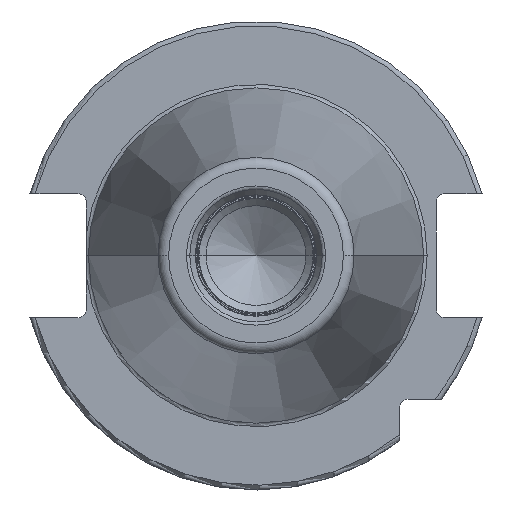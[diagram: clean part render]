
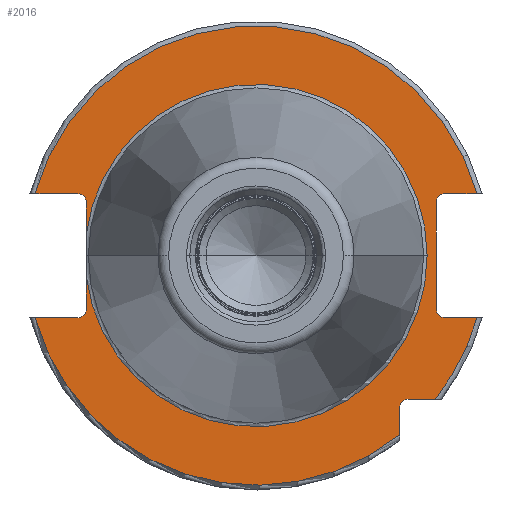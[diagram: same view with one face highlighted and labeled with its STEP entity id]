
A CAD part, left-side view. The second image highlights one B-rep face of the part: STEP entity #2016.
In plain terms, the highlighted planar face has unit normal (-1, 0, 0).
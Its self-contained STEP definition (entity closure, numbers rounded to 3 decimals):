
#105=CARTESIAN_POINT('',(3.2,35.3,-4.415));
#117=CARTESIAN_POINT('',(3.2,0.,0.));
#118=DIRECTION('',(-1.,0.,0.));
#119=DIRECTION('',(0.,0.992,-0.124));
#120=AXIS2_PLACEMENT_3D('',#117,#118,#119);
#135=CARTESIAN_POINT('',(3.2,37.05,11.15));
#136=DIRECTION('',(1.,0.,0.));
#137=DIRECTION('',(0.,0.,1.));
#138=AXIS2_PLACEMENT_3D('',#135,#136,#137);
#195=CARTESIAN_POINT('',(3.2,-39.25,-11.15));
#196=DIRECTION('',(1.,0.,0.));
#197=DIRECTION('',(0.,0.,-1.));
#198=AXIS2_PLACEMENT_3D('',#195,#196,#197);
#266=CARTESIAN_POINT('',(3.2,37.05,-11.15));
#267=DIRECTION('',(1.,0.,0.));
#268=DIRECTION('',(0.,-1.,0.));
#269=AXIS2_PLACEMENT_3D('',#266,#267,#268);
#271=DIRECTION('',(0.,1.,0.));
#272=VECTOR('',#271,6.711);
#273=CARTESIAN_POINT('',(3.2,-45.961,12.9));
#274=LINE('',#273,#272);
#275=DIRECTION('',(0.,0.,1.));
#276=VECTOR('',#275,22.3);
#277=CARTESIAN_POINT('',(3.2,-37.5,-11.15));
#278=LINE('',#277,#276);
#279=DIRECTION('',(0.,1.,0.));
#280=VECTOR('',#279,6.711);
#281=CARTESIAN_POINT('',(3.2,-45.961,-12.9));
#282=LINE('',#281,#280);
#283=CARTESIAN_POINT('',(3.2,0.,0.));
#284=DIRECTION('',(-1.,0.,0.));
#285=DIRECTION('',(0.,-0.78,-0.625));
#286=AXIS2_PLACEMENT_3D('',#283,#284,#285);
#288=DIRECTION('',(0.,-1.,0.));
#289=VECTOR('',#288,5.654);
#290=CARTESIAN_POINT('',(3.2,-31.6,-29.85));
#291=LINE('',#290,#289);
#292=DIRECTION('',(0.,0.,1.));
#293=VECTOR('',#292,5.654);
#294=CARTESIAN_POINT('',(3.2,-29.85,-37.254));
#295=LINE('',#294,#293);
#296=CARTESIAN_POINT('',(3.2,0.,0.));
#297=DIRECTION('',(-1.,0.,0.));
#298=DIRECTION('',(0.,0.963,-0.27));
#299=AXIS2_PLACEMENT_3D('',#296,#297,#298);
#301=DIRECTION('',(0.,-1.,0.));
#302=VECTOR('',#301,8.911);
#303=CARTESIAN_POINT('',(3.2,45.961,-12.9));
#304=LINE('',#303,#302);
#305=DIRECTION('',(0.,0.,-1.));
#306=VECTOR('',#305,6.735);
#307=CARTESIAN_POINT('',(3.2,35.3,-4.415));
#308=LINE('',#307,#306);
#309=DIRECTION('',(0.,0.,-1.));
#310=VECTOR('',#309,6.735);
#311=CARTESIAN_POINT('',(3.2,35.3,11.15));
#312=LINE('',#311,#310);
#313=DIRECTION('',(0.,-1.,0.));
#314=VECTOR('',#313,8.911);
#315=CARTESIAN_POINT('',(3.2,45.961,12.9));
#316=LINE('',#315,#314);
#317=CARTESIAN_POINT('',(3.2,0.,0.));
#318=DIRECTION('',(1.,0.,0.));
#319=DIRECTION('',(0.,0.963,0.27));
#320=AXIS2_PLACEMENT_3D('',#317,#318,#319);
#331=CARTESIAN_POINT('',(3.2,-39.25,11.15));
#332=DIRECTION('',(1.,0.,0.));
#333=DIRECTION('',(0.,1.,0.));
#334=AXIS2_PLACEMENT_3D('',#331,#332,#333);
#345=CARTESIAN_POINT('',(3.2,45.961,12.9));
#352=CARTESIAN_POINT('',(3.2,-45.961,12.9));
#746=CARTESIAN_POINT('',(3.2,-31.6,-31.6));
#747=DIRECTION('',(1.,0.,0.));
#748=DIRECTION('',(0.,1.,0.));
#749=AXIS2_PLACEMENT_3D('',#746,#747,#748);
#755=CARTESIAN_POINT('',(3.2,45.961,-12.9));
#790=CARTESIAN_POINT('',(3.2,-45.961,-12.9));
#797=CARTESIAN_POINT('',(3.2,-37.254,-29.85));
#936=CARTESIAN_POINT('',(3.2,35.3,4.415));
#947=CARTESIAN_POINT('',(3.2,0.,0.));
#948=DIRECTION('',(1.,0.,0.));
#949=DIRECTION('',(0.,0.992,0.124));
#950=AXIS2_PLACEMENT_3D('',#947,#948,#949);
#1350=CARTESIAN_POINT('',(3.2,-35.575,0.));
#1352=VERTEX_POINT('',#1350);
#1476=VERTEX_POINT('',#936);
#1478=VERTEX_POINT('',#105);
#1481=VERTEX_POINT('',#345);
#1482=VERTEX_POINT('',#352);
#1485=VERTEX_POINT('',#755);
#1486=VERTEX_POINT('',#790);
#1509=CARTESIAN_POINT('',(3.2,-29.85,-37.254));
#1510=VERTEX_POINT('',#1509);
#1512=CARTESIAN_POINT('',(3.2,-37.5,-11.15));
#1514=VERTEX_POINT('',#1512);
#1516=CARTESIAN_POINT('',(3.2,-39.25,-12.9));
#1518=VERTEX_POINT('',#1516);
#1520=CARTESIAN_POINT('',(3.2,-39.25,12.9));
#1522=VERTEX_POINT('',#1520);
#1524=CARTESIAN_POINT('',(3.2,-37.5,11.15));
#1526=VERTEX_POINT('',#1524);
#1528=CARTESIAN_POINT('',(3.2,35.3,11.15));
#1530=VERTEX_POINT('',#1528);
#1532=CARTESIAN_POINT('',(3.2,37.05,12.9));
#1534=VERTEX_POINT('',#1532);
#1536=CARTESIAN_POINT('',(3.2,37.05,-12.9));
#1538=VERTEX_POINT('',#1536);
#1540=CARTESIAN_POINT('',(3.2,35.3,-11.15));
#1542=VERTEX_POINT('',#1540);
#1547=CARTESIAN_POINT('',(3.2,-29.85,-31.6));
#1548=CARTESIAN_POINT('',(3.2,-31.6,-29.85));
#1549=VERTEX_POINT('',#1547);
#1550=VERTEX_POINT('',#1548);
#1613=VERTEX_POINT('',#797);
#1980=CARTESIAN_POINT('',(3.2,0.,0.));
#1981=DIRECTION('',(1.,0.,0.));
#1982=DIRECTION('',(0.,-1.,0.));
#1983=AXIS2_PLACEMENT_3D('',#1980,#1981,#1982);
#1984=PLANE('',#1983);
#1986=ORIENTED_EDGE('',*,*,#1985,.T.);
#1988=ORIENTED_EDGE('',*,*,#1987,.F.);
#1989=ORIENTED_EDGE('',*,*,#1848,.F.);
#1990=ORIENTED_EDGE('',*,*,#1865,.F.);
#1991=ORIENTED_EDGE('',*,*,#1899,.F.);
#1993=ORIENTED_EDGE('',*,*,#1992,.F.);
#1995=ORIENTED_EDGE('',*,*,#1994,.F.);
#1997=ORIENTED_EDGE('',*,*,#1996,.F.);
#1999=ORIENTED_EDGE('',*,*,#1998,.F.);
#2001=ORIENTED_EDGE('',*,*,#2000,.F.);
#2002=ORIENTED_EDGE('',*,*,#1940,.T.);
#2003=ORIENTED_EDGE('',*,*,#1975,.F.);
#2004=ORIENTED_EDGE('',*,*,#1773,.F.);
#2005=ORIENTED_EDGE('',*,*,#1756,.T.);
#2007=ORIENTED_EDGE('',*,*,#2006,.F.);
#2008=ORIENTED_EDGE('',*,*,#1768,.F.);
#2009=ORIENTED_EDGE('',*,*,#1792,.F.);
#2011=ORIENTED_EDGE('',*,*,#2010,.F.);
#2013=ORIENTED_EDGE('',*,*,#2012,.T.);
#2014=EDGE_LOOP('',(#1986,#1988,#1989,#1990,#1991,#1993,#1995,#1997,#1999,#2001,
#2002,#2003,#2004,#2005,#2007,#2008,#2009,#2011,#2013));
#2015=FACE_OUTER_BOUND('',#2014,.F.);
#2016=ADVANCED_FACE('',(#2015),#1984,.F.);
#121=CIRCLE('',#120,35.575);
#139=CIRCLE('',#138,1.75);
#199=CIRCLE('',#198,1.75);
#270=CIRCLE('',#269,1.75);
#287=CIRCLE('',#286,47.738);
#300=CIRCLE('',#299,47.738);
#321=CIRCLE('',#320,47.738);
#335=CIRCLE('',#334,1.75);
#750=CIRCLE('',#749,1.75);
#951=CIRCLE('',#950,35.575);
#1756=EDGE_CURVE('',#1478,#1352,#121,.T.);
#1768=EDGE_CURVE('',#1530,#1476,#312,.T.);
#1773=EDGE_CURVE('',#1478,#1542,#308,.T.);
#1792=EDGE_CURVE('',#1534,#1530,#139,.T.);
#1848=EDGE_CURVE('',#1514,#1526,#278,.T.);
#1865=EDGE_CURVE('',#1518,#1514,#199,.T.);
#1899=EDGE_CURVE('',#1486,#1518,#282,.T.);
#1940=EDGE_CURVE('',#1485,#1538,#304,.T.);
#1975=EDGE_CURVE('',#1542,#1538,#270,.T.);
#1985=EDGE_CURVE('',#1482,#1522,#274,.T.);
#1987=EDGE_CURVE('',#1526,#1522,#335,.T.);
#1992=EDGE_CURVE('',#1613,#1486,#287,.T.);
#1994=EDGE_CURVE('',#1550,#1613,#291,.T.);
#1996=EDGE_CURVE('',#1549,#1550,#750,.T.);
#1998=EDGE_CURVE('',#1510,#1549,#295,.T.);
#2000=EDGE_CURVE('',#1485,#1510,#300,.T.);
#2006=EDGE_CURVE('',#1476,#1352,#951,.T.);
#2010=EDGE_CURVE('',#1481,#1534,#316,.T.);
#2012=EDGE_CURVE('',#1481,#1482,#321,.T.);
